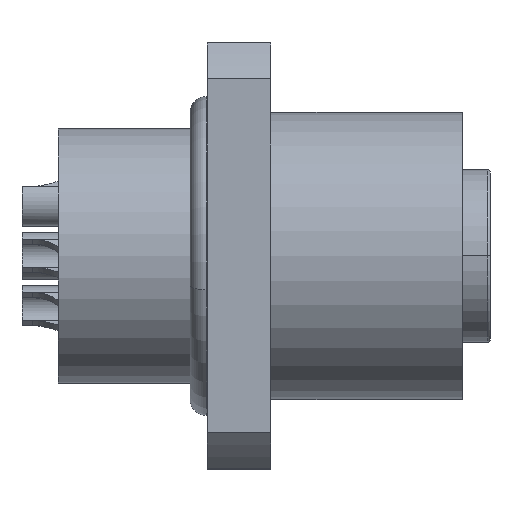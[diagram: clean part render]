
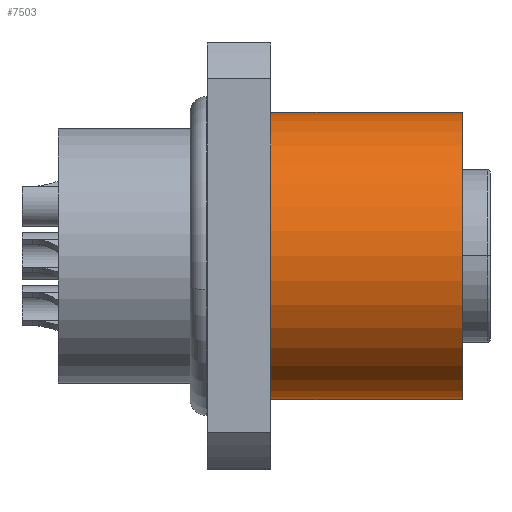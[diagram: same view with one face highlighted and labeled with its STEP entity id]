
A CAD part, top view. The second image highlights one B-rep face of the part: STEP entity #7503.
In plain terms, the highlighted cylindrical face has radius 6.75 mm (diameter 13.5 mm), a partial arc.
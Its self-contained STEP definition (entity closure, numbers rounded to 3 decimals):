
#72 = CARTESIAN_POINT ( 'NONE',  ( -33.51, -6.75, 0. ) ) ;
#393 = DIRECTION ( 'NONE',  ( -1., 0., 0. ) ) ;
#452 = AXIS2_PLACEMENT_3D ( 'NONE', #4744, #393, #1235 ) ;
#877 = ORIENTED_EDGE ( 'NONE', *, *, #7882, .F. ) ;
#904 = ORIENTED_EDGE ( 'NONE', *, *, #6134, .T. ) ;
#1098 = DIRECTION ( 'NONE',  ( 0., -1., 0. ) ) ;
#1235 = DIRECTION ( 'NONE',  ( 0., -1., 0. ) ) ;
#1306 = FACE_OUTER_BOUND ( 'NONE', #2609, .T. ) ;
#1781 = ORIENTED_EDGE ( 'NONE', *, *, #2336, .T. ) ;
#1968 = VECTOR ( 'NONE', #6617, 1000. ) ;
#2245 = AXIS2_PLACEMENT_3D ( 'NONE', #5442, #3100, #1098 ) ;
#2336 = EDGE_CURVE ( 'NONE', #7125, #6170, #2407, .T. ) ;
#2407 = CIRCLE ( 'NONE', #2245, 6.75 ) ;
#2609 = EDGE_LOOP ( 'NONE', ( #1781, #904, #5397, #877 ) ) ;
#2660 = DIRECTION ( 'NONE',  ( -1., 0., 0. ) ) ;
#2834 = CARTESIAN_POINT ( 'NONE',  ( 3., -6.75, 0. ) ) ;
#3100 = DIRECTION ( 'NONE',  ( -1., 0., 0. ) ) ;
#3184 = VECTOR ( 'NONE', #5858, 1000. ) ;
#3577 = CARTESIAN_POINT ( 'NONE',  ( 3., 6.75, 0. ) ) ;
#3662 = CARTESIAN_POINT ( 'NONE',  ( -33.51, 6.75, 0. ) ) ;
#4418 = CARTESIAN_POINT ( 'NONE',  ( 12., 6.75, 0. ) ) ;
#4744 = CARTESIAN_POINT ( 'NONE',  ( 3., 0., 0. ) ) ;
#5041 = CARTESIAN_POINT ( 'NONE',  ( 12., -6.75, 0. ) ) ;
#5161 = LINE ( 'NONE', #72, #1968 ) ;
#5397 = ORIENTED_EDGE ( 'NONE', *, *, #6421, .F. ) ;
#5442 = CARTESIAN_POINT ( 'NONE',  ( 12., 0., 0. ) ) ;
#5476 = CYLINDRICAL_SURFACE ( 'NONE', #6033, 6.75 ) ;
#5609 = VERTEX_POINT ( 'NONE', #3577 ) ;
#5725 = LINE ( 'NONE', #3662, #3184 ) ;
#5858 = DIRECTION ( 'NONE',  ( -1., 0., 0. ) ) ;
#6033 = AXIS2_PLACEMENT_3D ( 'NONE', #8366, #2660, #9260 ) ;
#6134 = EDGE_CURVE ( 'NONE', #6170, #5609, #5725, .T. ) ;
#6170 = VERTEX_POINT ( 'NONE', #4418 ) ;
#6421 = EDGE_CURVE ( 'NONE', #6889, #5609, #8145, .T. ) ;
#6617 = DIRECTION ( 'NONE',  ( -1., 0., 0. ) ) ;
#6889 = VERTEX_POINT ( 'NONE', #2834 ) ;
#7125 = VERTEX_POINT ( 'NONE', #5041 ) ;
#7503 = ADVANCED_FACE ( 'NONE', ( #1306 ), #5476, .T. ) ;
#7882 = EDGE_CURVE ( 'NONE', #7125, #6889, #5161, .T. ) ;
#8145 = CIRCLE ( 'NONE', #452, 6.75 ) ;
#8366 = CARTESIAN_POINT ( 'NONE',  ( -33.51, 0., 0. ) ) ;
#9260 = DIRECTION ( 'NONE',  ( 0., -1., 0. ) ) ;
